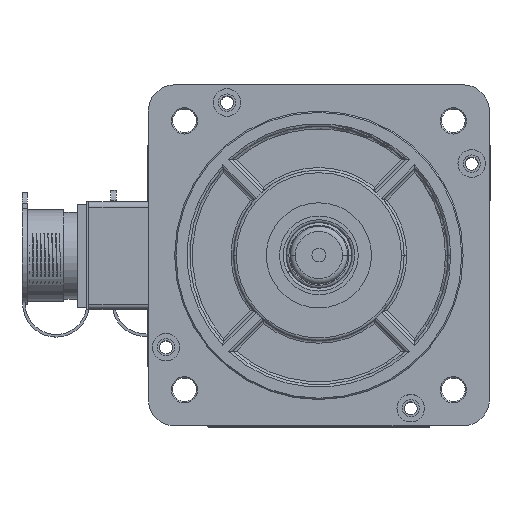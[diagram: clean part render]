
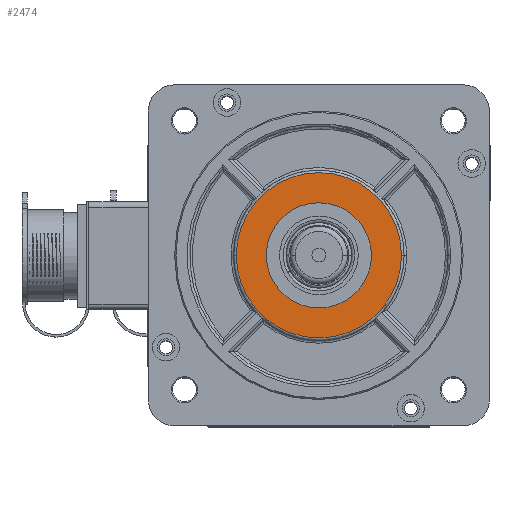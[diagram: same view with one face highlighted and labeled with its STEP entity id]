
A CAD part, top view. The second image highlights one B-rep face of the part: STEP entity #2474.
In plain terms, the highlighted planar face has unit normal (0, 0, 1).
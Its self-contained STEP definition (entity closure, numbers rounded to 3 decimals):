
#1595 = CARTESIAN_POINT ( 'NONE',  ( -31.5, 0., 18.5 ) ) ;
#2474 = ADVANCED_FACE ( 'NONE', ( #65760, #54142 ), #43693, .T. ) ;
#4903 = EDGE_LOOP ( 'NONE', ( #24996, #82554 ) ) ;
#5794 = DIRECTION ( 'NONE',  ( 1., 0., 0. ) ) ;
#9578 = DIRECTION ( 'NONE',  ( 0., 0., 1. ) ) ;
#9881 = CARTESIAN_POINT ( 'NONE',  ( 0., 0., 18.5 ) ) ;
#9928 = ORIENTED_EDGE ( 'NONE', *, *, #80861, .F. ) ;
#10559 = EDGE_CURVE ( 'NONE', #80600, #35608, #69044, .T. ) ;
#16548 = DIRECTION ( 'NONE',  ( 0., 0., 1. ) ) ;
#16729 = DIRECTION ( 'NONE',  ( 0., 0., 1. ) ) ;
#20042 = CARTESIAN_POINT ( 'NONE',  ( 20.05, 0., 18.5 ) ) ;
#24996 = ORIENTED_EDGE ( 'NONE', *, *, #10559, .T. ) ;
#26167 = DIRECTION ( 'NONE',  ( 0., 0., 1. ) ) ;
#32591 = VERTEX_POINT ( 'NONE', #38405 ) ;
#33350 = AXIS2_PLACEMENT_3D ( 'NONE', #50177, #9578, #56935 ) ;
#35608 = VERTEX_POINT ( 'NONE', #1595 ) ;
#38405 = CARTESIAN_POINT ( 'NONE',  ( -20.05, 0., 18.5 ) ) ;
#40905 = CIRCLE ( 'NONE', #33350, 31.5 ) ;
#43693 = PLANE ( 'NONE',  #53465 ) ;
#46389 = DIRECTION ( 'NONE',  ( 0., 0., 1. ) ) ;
#50177 = CARTESIAN_POINT ( 'NONE',  ( 0., 0., 18.5 ) ) ;
#52483 = EDGE_CURVE ( 'NONE', #64288, #32591, #63115, .T. ) ;
#53465 = AXIS2_PLACEMENT_3D ( 'NONE', #9881, #16729, #64043 ) ;
#53912 = EDGE_LOOP ( 'NONE', ( #78385, #9928 ) ) ;
#54142 = FACE_OUTER_BOUND ( 'NONE', #4903, .T. ) ;
#56177 = AXIS2_PLACEMENT_3D ( 'NONE', #66713, #26167, #73561 ) ;
#56935 = DIRECTION ( 'NONE',  ( 1., 0., 0. ) ) ;
#57093 = CARTESIAN_POINT ( 'NONE',  ( 0., 0., 18.5 ) ) ;
#57869 = CIRCLE ( 'NONE', #66752, 20.05 ) ;
#63115 = CIRCLE ( 'NONE', #74912, 20.05 ) ;
#63881 = DIRECTION ( 'NONE',  ( 1., 0., 0. ) ) ;
#64043 = DIRECTION ( 'NONE',  ( 1., 0., 0. ) ) ;
#64288 = VERTEX_POINT ( 'NONE', #20042 ) ;
#65760 = FACE_BOUND ( 'NONE', #53912, .T. ) ;
#66713 = CARTESIAN_POINT ( 'NONE',  ( 0., 0., 18.5 ) ) ;
#66752 = AXIS2_PLACEMENT_3D ( 'NONE', #86953, #46389, #5794 ) ;
#69044 = CIRCLE ( 'NONE', #56177, 31.5 ) ;
#73561 = DIRECTION ( 'NONE',  ( 1., 0., 0. ) ) ;
#74912 = AXIS2_PLACEMENT_3D ( 'NONE', #57093, #16548, #63881 ) ;
#77198 = CARTESIAN_POINT ( 'NONE',  ( 31.5, 0., 18.5 ) ) ;
#78385 = ORIENTED_EDGE ( 'NONE', *, *, #52483, .F. ) ;
#80600 = VERTEX_POINT ( 'NONE', #77198 ) ;
#80861 = EDGE_CURVE ( 'NONE', #32591, #64288, #57869, .T. ) ;
#81140 = EDGE_CURVE ( 'NONE', #35608, #80600, #40905, .T. ) ;
#82554 = ORIENTED_EDGE ( 'NONE', *, *, #81140, .T. ) ;
#86953 = CARTESIAN_POINT ( 'NONE',  ( 0., 0., 18.5 ) ) ;
